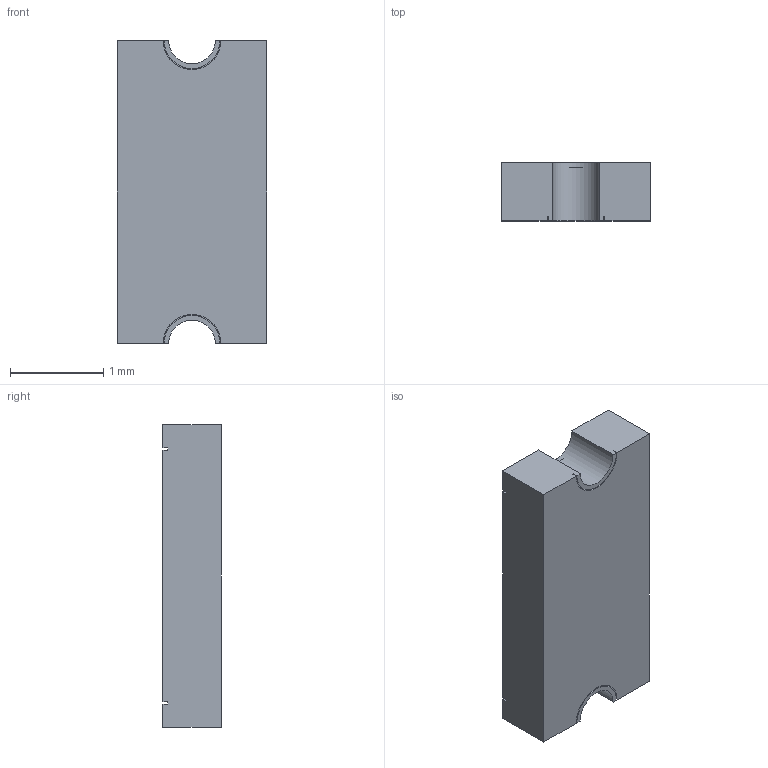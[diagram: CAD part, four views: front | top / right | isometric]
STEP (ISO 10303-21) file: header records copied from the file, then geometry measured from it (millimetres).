
FILE_DESCRIPTION(/* description */ (''),/* implementation_level */ '2;1');
FILE_NAME(/* name */ 'mf-nsht035kx-1.stp',/* time_stamp */ '2017-05-26T14:35:20+08:00',/* author */ ('Fannyl'),/* organization */ ('Bourns, Inc.'),/* preprocessor_version */ 'ST-DEVELOPER v16.5',/* originating_system */ 'Autodesk Inventor 2017',/* authorisation */ '');
FILE_SCHEMA (('AUTOMOTIVE_DESIGN { 1 0 10303 214 3 1 1 }'));
Length unit declared in the file: millimetre
Products named in the file (1): mf-nsht035kx
Bounding box: 1.6 x 0.62 x 3.25 mm (x, y, z)
Volume: 3.1 mm3; surface area: 16.9 mm2
Topology: 1 solids, 1 shells, 28 faces, 76 edges, 50 vertices
Faces by surface type: plane 22, cylinder 6
Entity records: 908 total; most frequent: CARTESIAN_POINT 155, ORIENTED_EDGE 152, DIRECTION 148, EDGE_CURVE 76, LINE 62, VECTOR 62, VERTEX_POINT 50, AXIS2_PLACEMENT_3D 43
